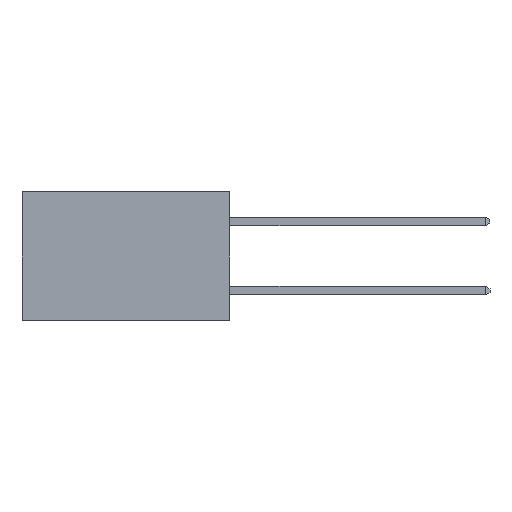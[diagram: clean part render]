
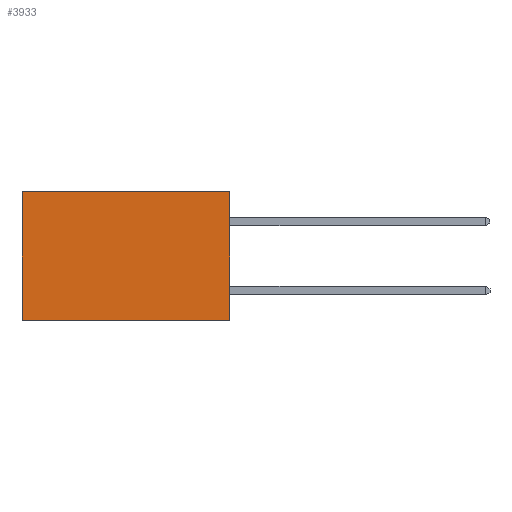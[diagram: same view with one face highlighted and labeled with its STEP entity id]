
A CAD part, left-side view. The second image highlights one B-rep face of the part: STEP entity #3933.
In plain terms, the highlighted planar face has unit normal (-1, 0, 0).
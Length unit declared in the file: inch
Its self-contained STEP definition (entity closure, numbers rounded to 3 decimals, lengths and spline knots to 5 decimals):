
#13 = VERTEX_POINT ( 'NONE', #437 ) ;
#437 = CARTESIAN_POINT ( 'NONE',  ( 0.2615, 0.6, 0. ) ) ;
#888 = ORIENTED_EDGE ( 'NONE', *, *, #10300, .T. ) ;
#1663 = CARTESIAN_POINT ( 'NONE',  ( 0.2615, 0., -0.37 ) ) ;
#1714 = VECTOR ( 'NONE', #7099, 39.37008 ) ;
#1768 = LINE ( 'NONE', #5250, #11481 ) ;
#1798 = VECTOR ( 'NONE', #11114, 39.37008 ) ;
#1891 = ORIENTED_EDGE ( 'NONE', *, *, #4148, .F. ) ;
#2075 = EDGE_CURVE ( 'NONE', #13, #2561, #10080, .T. ) ;
#2561 = VERTEX_POINT ( 'NONE', #8670 ) ;
#2634 = CARTESIAN_POINT ( 'NONE',  ( 0.2615, 0., 0. ) ) ;
#3203 = DIRECTION ( 'NONE',  ( 0., 0., -1. ) ) ;
#3284 = DIRECTION ( 'NONE',  ( 1., 0., 0. ) ) ;
#3382 = ORIENTED_EDGE ( 'NONE', *, *, #11932, .F. ) ;
#3455 = PLANE ( 'NONE',  #7979 ) ;
#3635 = CARTESIAN_POINT ( 'NONE',  ( 0.2615, 0., -0.37 ) ) ;
#3933 = ADVANCED_FACE ( 'NONE', ( #9079 ), #3455, .F. ) ;
#3982 = VERTEX_POINT ( 'NONE', #1663 ) ;
#4148 = EDGE_CURVE ( 'NONE', #8667, #3982, #1768, .T. ) ;
#4503 = ORIENTED_EDGE ( 'NONE', *, *, #2075, .T. ) ;
#5166 = DIRECTION ( 'NONE',  ( 0., 0., -1. ) ) ;
#5250 = CARTESIAN_POINT ( 'NONE',  ( 0.2615, 0., -0.37 ) ) ;
#7099 = DIRECTION ( 'NONE',  ( 0., 1., 0. ) ) ;
#7150 = CARTESIAN_POINT ( 'NONE',  ( 0.2615, 0., -0.37 ) ) ;
#7392 = DIRECTION ( 'NONE',  ( 0., 0., -1. ) ) ;
#7667 = VECTOR ( 'NONE', #7392, 39.37008 ) ;
#7979 = AXIS2_PLACEMENT_3D ( 'NONE', #3635, #3284, #3203 ) ;
#8667 = VERTEX_POINT ( 'NONE', #2634 ) ;
#8670 = CARTESIAN_POINT ( 'NONE',  ( 0.2615, 0.6, -0.37 ) ) ;
#8778 = EDGE_LOOP ( 'NONE', ( #4503, #3382, #1891, #888 ) ) ;
#9079 = FACE_OUTER_BOUND ( 'NONE', #8778, .T. ) ;
#9521 = LINE ( 'NONE', #11035, #1798 ) ;
#10080 = LINE ( 'NONE', #11527, #7667 ) ;
#10300 = EDGE_CURVE ( 'NONE', #8667, #13, #9521, .T. ) ;
#11035 = CARTESIAN_POINT ( 'NONE',  ( 0.2615, 0., 0. ) ) ;
#11114 = DIRECTION ( 'NONE',  ( 0., 1., 0. ) ) ;
#11481 = VECTOR ( 'NONE', #5166, 39.37008 ) ;
#11527 = CARTESIAN_POINT ( 'NONE',  ( 0.2615, 0.6, -0.37 ) ) ;
#11671 = LINE ( 'NONE', #7150, #1714 ) ;
#11932 = EDGE_CURVE ( 'NONE', #3982, #2561, #11671, .T. ) ;
